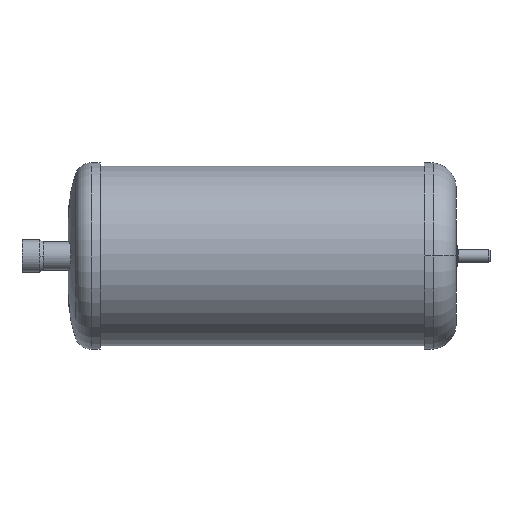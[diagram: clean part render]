
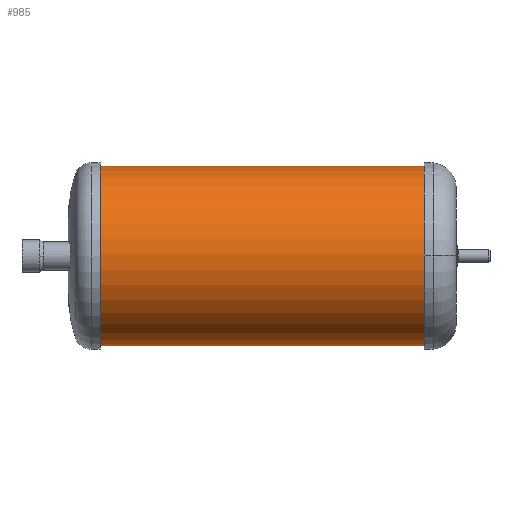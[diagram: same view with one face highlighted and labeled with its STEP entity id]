
A CAD part, left-side view. The second image highlights one B-rep face of the part: STEP entity #985.
In plain terms, the highlighted cylindrical face has radius 70.25 mm (diameter 140.5 mm), a partial arc.
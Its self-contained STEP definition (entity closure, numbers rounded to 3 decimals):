
#930=DIRECTION('',(0.,-1.,0.));
#931=VECTOR('',#930,267.);
#932=CARTESIAN_POINT('',(-1.191,285.003,-70.24));
#933=LINE('',#932,#931);
#934=CARTESIAN_POINT('',(0.,285.003,0.));
#935=DIRECTION('',(0.,1.,0.));
#936=DIRECTION('',(-0.017,0.,-1.));
#937=AXIS2_PLACEMENT_3D('',#934,#935,#936);
#939=DIRECTION('',(0.,1.,0.));
#940=VECTOR('',#939,267.);
#941=CARTESIAN_POINT('',(1.191,18.003,70.24));
#942=LINE('',#941,#940);
#943=CARTESIAN_POINT('',(0.,18.003,0.));
#944=DIRECTION('',(0.,-1.,0.));
#945=DIRECTION('',(0.017,0.,1.));
#946=AXIS2_PLACEMENT_3D('',#943,#944,#945);
#948=CARTESIAN_POINT('',(1.191,18.003,70.24));
#949=CARTESIAN_POINT('',(-1.191,18.003,-70.24));
#950=VERTEX_POINT('',#948);
#951=VERTEX_POINT('',#949);
#952=CARTESIAN_POINT('',(-1.191,285.003,-70.24));
#953=CARTESIAN_POINT('',(1.191,285.003,70.24));
#954=VERTEX_POINT('',#952);
#955=VERTEX_POINT('',#953);
#972=CARTESIAN_POINT('',(0.,18.003,0.));
#973=DIRECTION('',(0.,1.,0.));
#974=DIRECTION('',(0.017,0.,1.));
#975=AXIS2_PLACEMENT_3D('',#972,#973,#974);
#976=CYLINDRICAL_SURFACE('',#975,70.25);
#977=ORIENTED_EDGE('',*,*,#967,.F.);
#979=ORIENTED_EDGE('',*,*,#978,.T.);
#980=ORIENTED_EDGE('',*,*,#963,.F.);
#982=ORIENTED_EDGE('',*,*,#981,.T.);
#983=EDGE_LOOP('',(#977,#979,#980,#982));
#984=FACE_OUTER_BOUND('',#983,.F.);
#985=ADVANCED_FACE('',(#984),#976,.T.);
#938=CIRCLE('',#937,70.25);
#947=CIRCLE('',#946,70.25);
#963=EDGE_CURVE('',#950,#955,#942,.T.);
#967=EDGE_CURVE('',#954,#951,#933,.T.);
#978=EDGE_CURVE('',#954,#955,#938,.T.);
#981=EDGE_CURVE('',#950,#951,#947,.T.);
